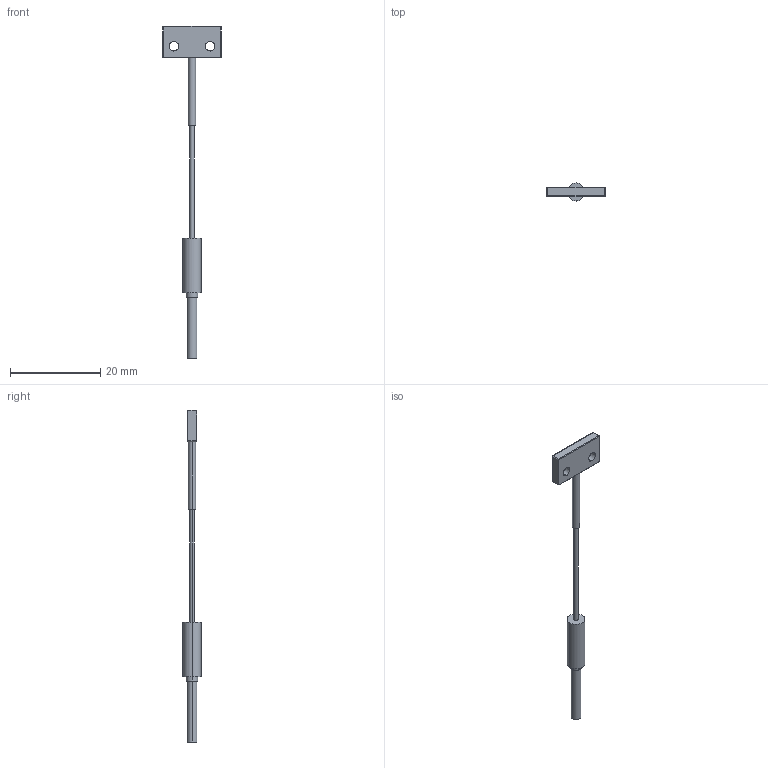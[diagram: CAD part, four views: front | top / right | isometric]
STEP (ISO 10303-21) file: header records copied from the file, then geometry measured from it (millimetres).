
FILE_DESCRIPTION (( 'STEP AP214' ), '1' );
FILE_NAME ('FOACAMPTF53UA_3D.step', '2023-07-19T00:46:12', ( '' ), ( '' ), 'SwSTEP 2.0', 'SolidWorks 2022', '' );
FILE_SCHEMA (( 'AUTOMOTIVE_DESIGN' ));
Length unit declared in the file: millimetre
Products named in the file (1): FOACAMPTF53UA_3D
Bounding box: 13 x 4 x 73.5 mm (x, y, z)
Volume: 412.7 mm3; surface area: 803.7 mm2
Topology: 1 solids, 1 shells, 56 faces, 120 edges, 72 vertices
Faces by surface type: cylinder 30, plane 12, torus 8, cone 6
Entity records: 1764 total; most frequent: DIRECTION 306, CARTESIAN_POINT 249, ORIENTED_EDGE 240, AXIS2_PLACEMENT_3D 129, EDGE_CURVE 120, VERTEX_POINT 72, CIRCLE 72, EDGE_LOOP 66
